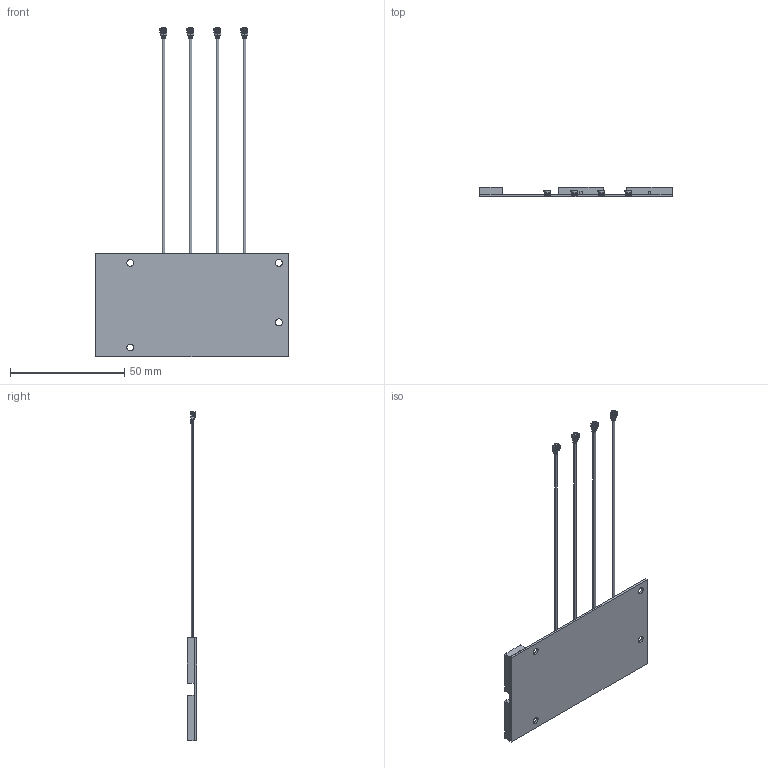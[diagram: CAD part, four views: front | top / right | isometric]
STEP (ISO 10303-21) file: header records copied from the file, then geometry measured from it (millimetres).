
FILE_DESCRIPTION (( 'STEP AP214' ), '1' );
FILE_NAME ('MAT.176.C.STEP', '2022-08-19T11:38:12', ( '' ), ( '' ), 'SwSTEP 2.0', 'SolidWorks 2018', '' );
FILE_SCHEMA (( 'AUTOMOTIVE_DESIGN' ));
Length unit declared in the file: millimetre
Products named in the file (1): MAT.176.C
Bounding box: 84 x 4.16 x 144 mm (x, y, z)
Surface area: 11308.7 mm2 (no closed solid volume)
Topology: 0 solids, 156 shells, 778 faces, 5288 edges, 4564 vertices
Faces by surface type: plane 516, cylinder 194, torus 53, bspline 15
Entity records: 64320 total; most frequent: CARTESIAN_POINT 22851, ORIENTED_EDGE 6537, EDGE_CURVE 5288, VERTEX_POINT 4564, DIRECTION 4202, B_SPLINE_CURVE_WITH_KNOTS 2710, VECTOR 2482, LINE 2482
